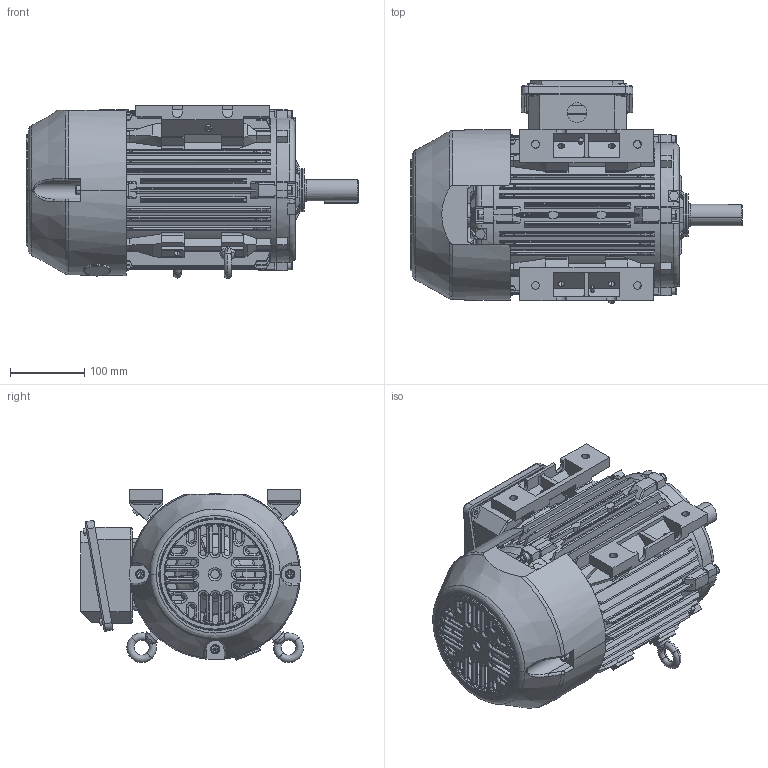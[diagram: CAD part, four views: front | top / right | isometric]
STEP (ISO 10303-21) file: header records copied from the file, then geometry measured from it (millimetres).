
FILE_DESCRIPTION (( 'STEP AP203' ), '1' );
FILE_NAME ('841-184T俋倛芞.STEP', '2019-04-17T06:00:39', ( 'abc' ), ( '' ), 'SwSTEP 2.0', 'SolidWorks 2008', '' );
FILE_SCHEMA (( 'CONFIG_CONTROL_DESIGN' ));
Length unit declared in the file: millimetre
Products named in the file (21): 180T(100)_默认; M6-20_默认; 841-184T转子_默认; 迷宫式油封30-50-16_默认; NEMA 180-210T接线盒盖(斜)_默认; M6-10 a_默认; 180T 平键_默认; 841-184T俋倛芞; 新TX 184T B5 机壳加工_默认; NEMA 184T 底脚（接地）_默认; 841-184T转轴_默认; 6306_默认; IEEE841-112端盖加工_默认; TC 100-112风叶_默认; TX 112铸铁风罩(841)_默认; 扣塞_默认; M8-30_默认; NEMA 180-210T接线盒座(斜)_默认; 铜油嘴M6_默认; 放油嘴_默认; 吊环M8_默认
Assembly tree (40 placements, depth 3):
  841-184T俋倛芞
    吊环M8_默认  x2
    M6-20_默认  x2
    NEMA 180-210T接线盒座(斜)_默认
    扣塞_默认
    M8-30_默认  x8
    841-184T转子_默认
      841-184T转轴_默认
      6306_默认  x2
    IEEE841-112端盖加工_默认  x2
    180T(100)_默认  x3
    迷宫式油封30-50-16_默认
    M6-10 a_默认  x6
    NEMA 180-210T接线盒盖(斜)_默认
    NEMA 184T 底脚（接地）_默认  x2
    TC 100-112风叶_默认
    放油嘴_默认  x2
    180T 平键_默认
    TX 112铸铁风罩(841)_默认
    铜油嘴M6_默认
    新TX 184T B5 机壳加工_默认
Bounding box: 447.55 x 300.14 x 233.19 mm (x, y, z)
Volume: 3706381.3 mm3; surface area: 1290717.8 mm2
Topology: 40 solids, 40 shells, 2988 faces, 7892 edges, 4995 vertices
Faces by surface type: plane 1427, cylinder 907, torus 277, cone 220, bspline 153, sphere 4
Entity records: 81925 total; most frequent: CARTESIAN_POINT 25227, ORIENTED_EDGE 11718, DIRECTION 10819, EDGE_CURVE 5859, AXIS2_PLACEMENT_3D 3982, VERTEX_POINT 3736, VECTOR 2855, LINE 2855
